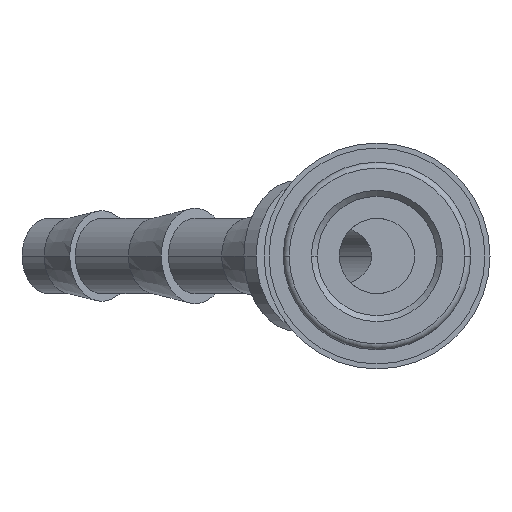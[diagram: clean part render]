
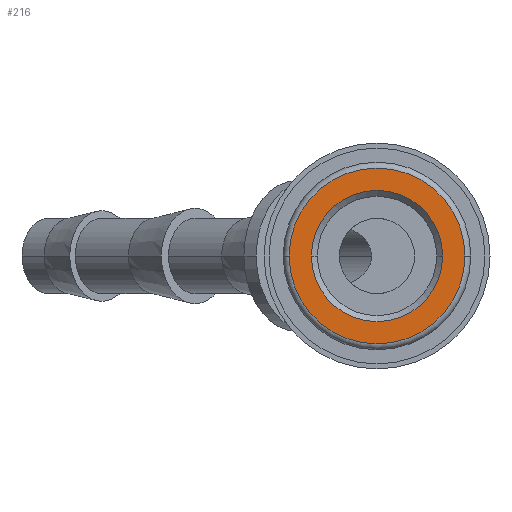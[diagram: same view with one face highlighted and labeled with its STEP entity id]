
A CAD part, front view. The second image highlights one B-rep face of the part: STEP entity #216.
In plain terms, the highlighted planar face has unit normal (0, -1, 0).
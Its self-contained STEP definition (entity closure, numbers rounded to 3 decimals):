
#216=ADVANCED_FACE('',(#444,#445),#446,.T.);
#444=FACE_BOUND('',#671,.T.);
#445=FACE_OUTER_BOUND('',#672,.T.);
#446=PLANE('',#673);
#671=EDGE_LOOP('',(#1195,#1196));
#672=EDGE_LOOP('',(#1197,#1198));
#673=AXIS2_PLACEMENT_3D('',#1199,#1200,#1201);
#1195=ORIENTED_EDGE('',*,*,#1254,.T.);
#1196=ORIENTED_EDGE('',*,*,#1428,.T.);
#1197=ORIENTED_EDGE('',*,*,#1413,.T.);
#1198=ORIENTED_EDGE('',*,*,#1348,.T.);
#1199=CARTESIAN_POINT('',(0.0,0.0,0.0));
#1200=DIRECTION('',(0.0,-1.0,0.0));
#1201=DIRECTION('',(-1.0,0.0,0.0));
#1254=EDGE_CURVE('',#1471,#1469,#1472,.T.);
#1348=EDGE_CURVE('',#1619,#1616,#1620,.T.);
#1413=EDGE_CURVE('',#1616,#1619,#1707,.T.);
#1428=EDGE_CURVE('',#1469,#1471,#1722,.T.);
#1469=VERTEX_POINT('',#1767);
#1471=VERTEX_POINT('',#1770);
#1472=CIRCLE('',#1771,5.225);
#1616=VERTEX_POINT('',#1937);
#1619=VERTEX_POINT('',#1941);
#1620=CIRCLE('',#1942,7.0);
#1707=CIRCLE('',#2146,7.0);
#1722=CIRCLE('',#2161,5.225);
#1767=CARTESIAN_POINT('',(5.225,0.0,0.));
#1770=CARTESIAN_POINT('',(-5.225,0.0,0.));
#1771=AXIS2_PLACEMENT_3D('',#2199,#2200,#2201);
#1937=CARTESIAN_POINT('',(7.0,0.0,0.0));
#1941=CARTESIAN_POINT('',(-7.0,0.0,0.));
#1942=AXIS2_PLACEMENT_3D('',#2369,#2370,#2371);
#2146=AXIS2_PLACEMENT_3D('',#2460,#2461,#2462);
#2161=AXIS2_PLACEMENT_3D('',#2484,#2485,#2486);
#2199=CARTESIAN_POINT('',(0.0,0.0,0.0));
#2200=DIRECTION('',(-0.0,1.0,0.0));
#2201=DIRECTION('',(1.0,0.0,0.0));
#2369=CARTESIAN_POINT('',(0.0,0.0,0.0));
#2370=DIRECTION('',(0.0,-1.0,0.0));
#2371=DIRECTION('',(1.0,0.0,0.0));
#2460=CARTESIAN_POINT('',(0.0,0.0,0.0));
#2461=DIRECTION('',(0.0,-1.0,0.0));
#2462=DIRECTION('',(1.0,0.0,0.0));
#2484=CARTESIAN_POINT('',(0.0,0.0,0.0));
#2485=DIRECTION('',(-0.0,1.0,0.0));
#2486=DIRECTION('',(1.0,0.0,0.0));
